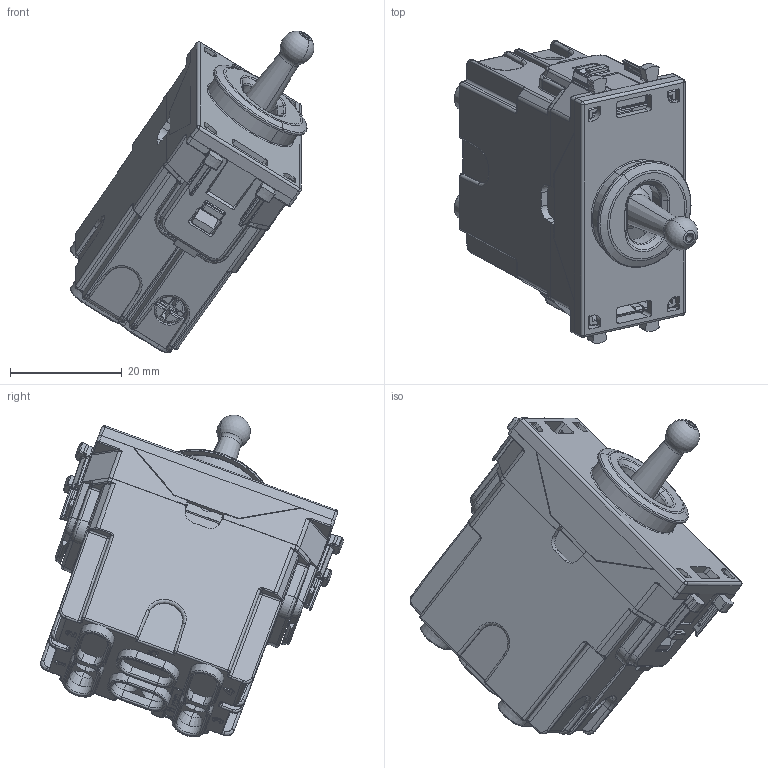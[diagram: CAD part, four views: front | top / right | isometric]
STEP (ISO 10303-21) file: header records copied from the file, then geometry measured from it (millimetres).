
FILE_DESCRIPTION(('CATIA V5 STEP Exchange'),'2;1');
FILE_NAME('444051OT.stp','2024-03-28T07:35:46+00:00',('none'),('none'),'CATIA Version 5-6 Release 2016 SP6','CATIA V5 STEP AP203','none');
FILE_SCHEMA(('CONFIG_CONTROL_DESIGN'));
Products named in the file (3): STEP; AS2225; AS2224
Assembly tree (15 placements, depth 3):
  STEP
    #57
    #42854
    AS2225
      #100621
      #103271
      #104264
    AS2224  x2
      #106198
      #103271
      #104264
    #107580
    #127478
    #135003
    #136781
Bounding box: 43.51 x 54.13 x 57.49 mm (x, y, z)
Volume: 18188.5 mm3; surface area: 29445.1 mm2
Topology: 17 solids, 17 shells, 3835 faces, 10125 edges, 6174 vertices
Faces by surface type: plane 1607, cylinder 1231, bspline 472, cone 231, torus 142, sphere 124, extrusion 18, revolution 10
Entity records: 138442 total; most frequent: CARTESIAN_POINT 61619, ORIENTED_EDGE 18730, DIRECTION 10923, EDGE_CURVE 9365, VERTEX_POINT 5789, VECTOR 4552, LINE 4534, AXIS2_PLACEMENT_3D 3900
